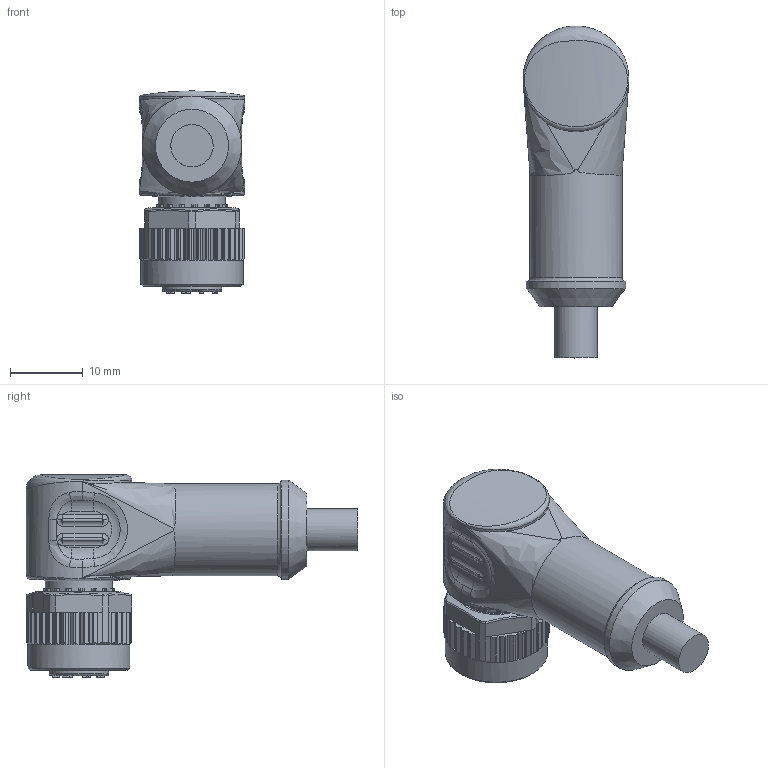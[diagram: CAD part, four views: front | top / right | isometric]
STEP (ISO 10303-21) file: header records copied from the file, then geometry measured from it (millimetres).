
FILE_DESCRIPTION(/* description */ (''),/* implementation_level */ '2;1');
FILE_NAME(/* name */ '79-3484-XXX-08-003_01.stp',/* time_stamp */ '2020-09-07T11:57:30+02:00',/* author */ (''),/* organization */ (''),/* preprocessor_version */ 'ST-DEVELOPER v16',/* originating_system */ 'SIEMENS PLM Software NX 11.0',/* authorisation */ '');
FILE_SCHEMA (('AUTOMOTIVE_DESIGN { 1 0 10303 214 3 1 1 1 }'));
Length unit declared in the file: millimetre
Products named in the file (1): sbet065022F99zbj
Bounding box: 14.5 x 45.5 x 27.7 mm (x, y, z)
Volume: 7183.9 mm3; surface area: 3397.6 mm2
Topology: 1 solids, 1 shells, 632 faces, 1649 edges, 1041 vertices
Faces by surface type: plane 286, cylinder 194, bspline 52, cone 40, extrusion 33, torus 17, sphere 10
Full cylindrical faces by diameter (mm): 0.9 x8, 1.4 x8, 5.8 x1, 8.2 x1, 9.2 x1, 11.1 x1, 12.4 x1, 12.64 x1, 13.6 x1, 14 x1, 14.5 x1
Entity records: 22608 total; most frequent: CARTESIAN_POINT 7906, ORIENTED_EDGE 3164, DIRECTION 2876, EDGE_CURVE 1582, AXIS2_PLACEMENT_3D 1077, VERTEX_POINT 1026, VECTOR 722, EDGE_LOOP 704
